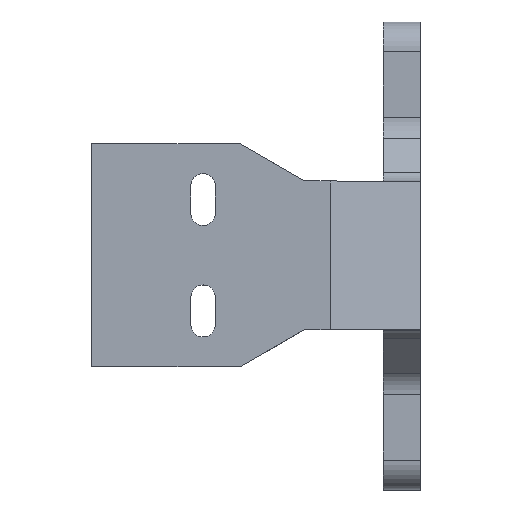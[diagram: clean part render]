
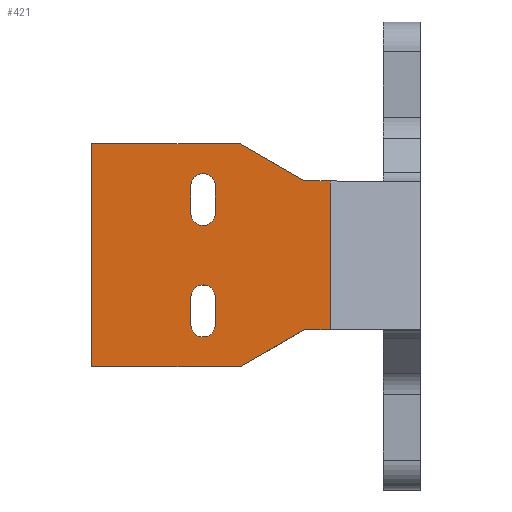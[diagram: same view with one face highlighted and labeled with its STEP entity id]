
A CAD part, top view. The second image highlights one B-rep face of the part: STEP entity #421.
In plain terms, the highlighted planar face has unit normal (0, 0, 1).
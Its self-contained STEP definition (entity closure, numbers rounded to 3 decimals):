
#28 = LINE ( 'NONE', #177, #974 ) ;
#39 = DIRECTION ( 'NONE',  ( 0., 0., 1. ) ) ;
#45 = CIRCLE ( 'NONE', #777, 1.65 ) ;
#50 = CARTESIAN_POINT ( 'NONE',  ( -7.124, 10., 57.5 ) ) ;
#52 = LINE ( 'NONE', #786, #514 ) ;
#81 = CARTESIAN_POINT ( 'NONE',  ( -25.9, 9.35, 57.5 ) ) ;
#92 = VECTOR ( 'NONE', #208, 1000. ) ;
#97 = CIRCLE ( 'NONE', #328, 1.65 ) ;
#153 = VERTEX_POINT ( 'NONE', #1157 ) ;
#177 = CARTESIAN_POINT ( 'NONE',  ( -7.124, 10., 57.5 ) ) ;
#179 = EDGE_CURVE ( 'NONE', #1019, #688, #742, .T. ) ;
#188 = VERTEX_POINT ( 'NONE', #977 ) ;
#191 = FACE_BOUND ( 'NONE', #1386, .T. ) ;
#201 = EDGE_CURVE ( 'NONE', #853, #994, #1046, .T. ) ;
#208 = DIRECTION ( 'NONE',  ( 1., 0., 0. ) ) ;
#213 = CARTESIAN_POINT ( 'NONE',  ( -39.25, -10., 57.5 ) ) ;
#224 = EDGE_LOOP ( 'NONE', ( #1381, #367, #293, #625, #1004, #744, #385, #730 ) ) ;
#232 = EDGE_CURVE ( 'NONE', #619, #1065, #775, .T. ) ;
#237 = DIRECTION ( 'NONE',  ( 0., -1., 0. ) ) ;
#243 = CARTESIAN_POINT ( 'NONE',  ( -25.9, -5.65, 57.5 ) ) ;
#267 = EDGE_LOOP ( 'NONE', ( #1106, #1291, #1005, #1181 ) ) ;
#282 = VERTEX_POINT ( 'NONE', #418 ) ;
#288 = CARTESIAN_POINT ( 'NONE',  ( -22.6, -9.35, 57.5 ) ) ;
#289 = DIRECTION ( 'NONE',  ( 0., 1., 0. ) ) ;
#293 = ORIENTED_EDGE ( 'NONE', *, *, #973, .T. ) ;
#300 = VECTOR ( 'NONE', #1230, 1000. ) ;
#302 = DIRECTION ( 'NONE',  ( -1., 0., 0. ) ) ;
#304 = VECTOR ( 'NONE', #628, 1000. ) ;
#307 = VECTOR ( 'NONE', #1071, 1000. ) ;
#309 = CARTESIAN_POINT ( 'NONE',  ( -10.59, -10., 57.5 ) ) ;
#324 = CARTESIAN_POINT ( 'NONE',  ( -19.25, 15., 57.5 ) ) ;
#328 = AXIS2_PLACEMENT_3D ( 'NONE', #1127, #1243, #924 ) ;
#343 = FACE_OUTER_BOUND ( 'NONE', #224, .T. ) ;
#350 = CARTESIAN_POINT ( 'NONE',  ( -25.9, 5.65, 57.5 ) ) ;
#367 = ORIENTED_EDGE ( 'NONE', *, *, #403, .T. ) ;
#369 = DIRECTION ( 'NONE',  ( -1., 0., 0. ) ) ;
#371 = LINE ( 'NONE', #1387, #92 ) ;
#385 = ORIENTED_EDGE ( 'NONE', *, *, #1347, .T. ) ;
#389 = DIRECTION ( 'NONE',  ( 0., -1., 0. ) ) ;
#403 = EDGE_CURVE ( 'NONE', #282, #520, #28, .T. ) ;
#418 = CARTESIAN_POINT ( 'NONE',  ( -7.124, -10., 57.5 ) ) ;
#419 = CARTESIAN_POINT ( 'NONE',  ( -19.25, -15., 57.5 ) ) ;
#421 = ADVANCED_FACE ( 'NONE', ( #630, #191, #343 ), #595, .T. ) ;
#435 = EDGE_CURVE ( 'NONE', #153, #619, #45, .T. ) ;
#446 = ORIENTED_EDGE ( 'NONE', *, *, #435, .F. ) ;
#459 = VERTEX_POINT ( 'NONE', #939 ) ;
#501 = CARTESIAN_POINT ( 'NONE',  ( -39.25, 15., 57.5 ) ) ;
#504 = CARTESIAN_POINT ( 'NONE',  ( -22.6, 9.35, 57.5 ) ) ;
#514 = VECTOR ( 'NONE', #665, 1000. ) ;
#519 = CARTESIAN_POINT ( 'NONE',  ( -24.25, -5.65, 57.5 ) ) ;
#520 = VERTEX_POINT ( 'NONE', #50 ) ;
#523 = AXIS2_PLACEMENT_3D ( 'NONE', #519, #858, #302 ) ;
#557 = CARTESIAN_POINT ( 'NONE',  ( -10.59, -10., 57.5 ) ) ;
#579 = LINE ( 'NONE', #213, #300 ) ;
#595 = PLANE ( 'NONE',  #1297 ) ;
#599 = CARTESIAN_POINT ( 'NONE',  ( 0., 0., 57.5 ) ) ;
#614 = CARTESIAN_POINT ( 'NONE',  ( -10.59, 10., 57.5 ) ) ;
#618 = CARTESIAN_POINT ( 'NONE',  ( -22.6, 5.65, 57.5 ) ) ;
#619 = VERTEX_POINT ( 'NONE', #288 ) ;
#621 = VECTOR ( 'NONE', #1402, 1000. ) ;
#625 = ORIENTED_EDGE ( 'NONE', *, *, #869, .T. ) ;
#628 = DIRECTION ( 'NONE',  ( 1., 0., 0. ) ) ;
#630 = FACE_BOUND ( 'NONE', #267, .T. ) ;
#654 = LINE ( 'NONE', #661, #912 ) ;
#661 = CARTESIAN_POINT ( 'NONE',  ( -10.59, 10., 57.5 ) ) ;
#665 = DIRECTION ( 'NONE',  ( -1., 0., 0. ) ) ;
#688 = VERTEX_POINT ( 'NONE', #618 ) ;
#690 = ORIENTED_EDGE ( 'NONE', *, *, #921, .F. ) ;
#708 = EDGE_CURVE ( 'NONE', #994, #282, #371, .T. ) ;
#730 = ORIENTED_EDGE ( 'NONE', *, *, #201, .T. ) ;
#735 = EDGE_CURVE ( 'NONE', #688, #1012, #1270, .T. ) ;
#737 = VECTOR ( 'NONE', #1003, 1000. ) ;
#738 = EDGE_CURVE ( 'NONE', #1065, #1081, #1321, .T. ) ;
#742 = CIRCLE ( 'NONE', #844, 1.65 ) ;
#744 = ORIENTED_EDGE ( 'NONE', *, *, #870, .T. ) ;
#770 = CARTESIAN_POINT ( 'NONE',  ( -22.6, -9.35, 57.5 ) ) ;
#775 = LINE ( 'NONE', #770, #737 ) ;
#777 = AXIS2_PLACEMENT_3D ( 'NONE', #1247, #39, #369 ) ;
#786 = CARTESIAN_POINT ( 'NONE',  ( 5., 10., 57.5 ) ) ;
#787 = VERTEX_POINT ( 'NONE', #614 ) ;
#823 = LINE ( 'NONE', #851, #304 ) ;
#826 = VERTEX_POINT ( 'NONE', #324 ) ;
#844 = AXIS2_PLACEMENT_3D ( 'NONE', #1301, #961, #1404 ) ;
#851 = CARTESIAN_POINT ( 'NONE',  ( -39.25, -15., 57.5 ) ) ;
#853 = VERTEX_POINT ( 'NONE', #419 ) ;
#858 = DIRECTION ( 'NONE',  ( 0., 0., 1. ) ) ;
#869 = EDGE_CURVE ( 'NONE', #787, #826, #654, .T. ) ;
#870 = EDGE_CURVE ( 'NONE', #459, #188, #579, .T. ) ;
#898 = LINE ( 'NONE', #81, #905 ) ;
#903 = CARTESIAN_POINT ( 'NONE',  ( -22.6, 9.35, 57.5 ) ) ;
#905 = VECTOR ( 'NONE', #389, 1000. ) ;
#912 = VECTOR ( 'NONE', #1107, 1000. ) ;
#921 = EDGE_CURVE ( 'NONE', #1081, #153, #1178, .T. ) ;
#924 = DIRECTION ( 'NONE',  ( 1., 0., 0. ) ) ;
#939 = CARTESIAN_POINT ( 'NONE',  ( -39.25, 15., 57.5 ) ) ;
#961 = DIRECTION ( 'NONE',  ( 0., 0., 1. ) ) ;
#967 = EDGE_CURVE ( 'NONE', #1012, #1111, #97, .T. ) ;
#973 = EDGE_CURVE ( 'NONE', #520, #787, #52, .T. ) ;
#974 = VECTOR ( 'NONE', #289, 1000. ) ;
#977 = CARTESIAN_POINT ( 'NONE',  ( -39.25, -15., 57.5 ) ) ;
#994 = VERTEX_POINT ( 'NONE', #557 ) ;
#996 = VECTOR ( 'NONE', #237, 1000. ) ;
#1003 = DIRECTION ( 'NONE',  ( 0., 1., 0. ) ) ;
#1004 = ORIENTED_EDGE ( 'NONE', *, *, #1376, .T. ) ;
#1005 = ORIENTED_EDGE ( 'NONE', *, *, #179, .F. ) ;
#1012 = VERTEX_POINT ( 'NONE', #903 ) ;
#1019 = VERTEX_POINT ( 'NONE', #350 ) ;
#1025 = CARTESIAN_POINT ( 'NONE',  ( -25.9, 9.35, 57.5 ) ) ;
#1035 = ORIENTED_EDGE ( 'NONE', *, *, #232, .F. ) ;
#1046 = LINE ( 'NONE', #309, #1251 ) ;
#1065 = VERTEX_POINT ( 'NONE', #1346 ) ;
#1071 = DIRECTION ( 'NONE',  ( -1., 0., 0. ) ) ;
#1081 = VERTEX_POINT ( 'NONE', #243 ) ;
#1106 = ORIENTED_EDGE ( 'NONE', *, *, #967, .F. ) ;
#1107 = DIRECTION ( 'NONE',  ( -0.866, 0.5, 0. ) ) ;
#1111 = VERTEX_POINT ( 'NONE', #1025 ) ;
#1127 = CARTESIAN_POINT ( 'NONE',  ( -24.25, 9.35, 57.5 ) ) ;
#1157 = CARTESIAN_POINT ( 'NONE',  ( -25.9, -9.35, 57.5 ) ) ;
#1178 = LINE ( 'NONE', #1217, #996 ) ;
#1181 = ORIENTED_EDGE ( 'NONE', *, *, #1354, .F. ) ;
#1192 = LINE ( 'NONE', #501, #307 ) ;
#1217 = CARTESIAN_POINT ( 'NONE',  ( -25.9, -9.35, 57.5 ) ) ;
#1230 = DIRECTION ( 'NONE',  ( 0., -1., 0. ) ) ;
#1243 = DIRECTION ( 'NONE',  ( 0., 0., 1. ) ) ;
#1247 = CARTESIAN_POINT ( 'NONE',  ( -24.25, -9.35, 57.5 ) ) ;
#1251 = VECTOR ( 'NONE', #1312, 1000. ) ;
#1266 = ORIENTED_EDGE ( 'NONE', *, *, #738, .F. ) ;
#1270 = LINE ( 'NONE', #504, #621 ) ;
#1291 = ORIENTED_EDGE ( 'NONE', *, *, #735, .F. ) ;
#1297 = AXIS2_PLACEMENT_3D ( 'NONE', #599, #1371, #1378 ) ;
#1301 = CARTESIAN_POINT ( 'NONE',  ( -24.25, 5.65, 57.5 ) ) ;
#1312 = DIRECTION ( 'NONE',  ( 0.866, 0.5, 0. ) ) ;
#1321 = CIRCLE ( 'NONE', #523, 1.65 ) ;
#1346 = CARTESIAN_POINT ( 'NONE',  ( -22.6, -5.65, 57.5 ) ) ;
#1347 = EDGE_CURVE ( 'NONE', #188, #853, #823, .T. ) ;
#1354 = EDGE_CURVE ( 'NONE', #1111, #1019, #898, .T. ) ;
#1371 = DIRECTION ( 'NONE',  ( 0., 0., 1. ) ) ;
#1376 = EDGE_CURVE ( 'NONE', #826, #459, #1192, .T. ) ;
#1378 = DIRECTION ( 'NONE',  ( 1., 0., 0. ) ) ;
#1381 = ORIENTED_EDGE ( 'NONE', *, *, #708, .T. ) ;
#1386 = EDGE_LOOP ( 'NONE', ( #446, #690, #1266, #1035 ) ) ;
#1387 = CARTESIAN_POINT ( 'NONE',  ( 5., -10., 57.5 ) ) ;
#1402 = DIRECTION ( 'NONE',  ( 0., 1., 0. ) ) ;
#1404 = DIRECTION ( 'NONE',  ( 1., 0., 0. ) ) ;
